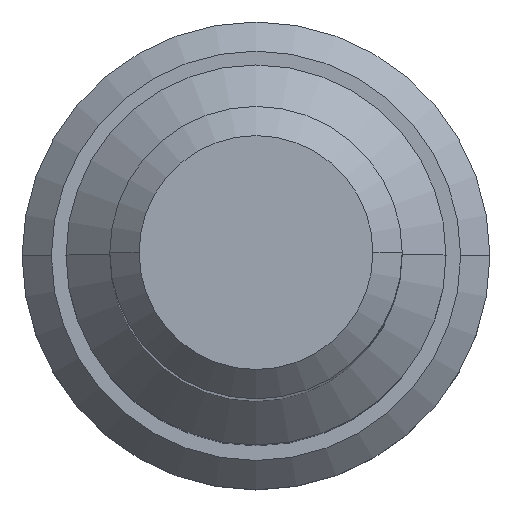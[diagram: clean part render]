
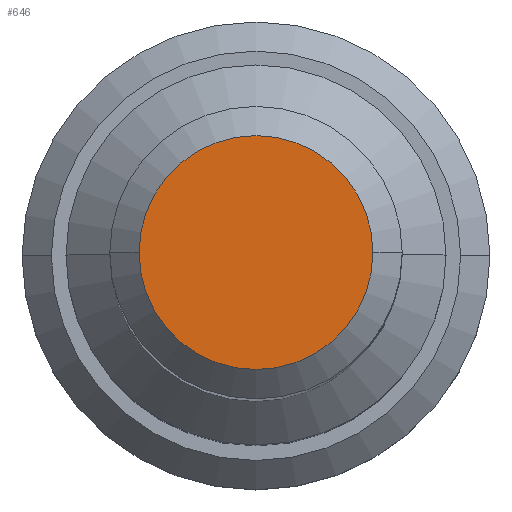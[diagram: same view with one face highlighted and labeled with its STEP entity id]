
A CAD part, top view. The second image highlights one B-rep face of the part: STEP entity #646.
In plain terms, the highlighted planar face has unit normal (0, 0, 1).
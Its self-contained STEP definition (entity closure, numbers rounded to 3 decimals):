
#84=CARTESIAN_POINT('',(0.,0.,23.));
#85=DIRECTION('',(0.,0.,-1.));
#86=DIRECTION('',(-1.,0.,0.));
#87=AXIS2_PLACEMENT_3D('',#84,#85,#86);
#93=CARTESIAN_POINT('',(0.,0.,23.));
#94=DIRECTION('',(0.,0.,-1.));
#95=DIRECTION('',(0.,1.,0.));
#96=AXIS2_PLACEMENT_3D('',#93,#94,#95);
#101=CARTESIAN_POINT('',(0.,0.,23.));
#102=DIRECTION('',(0.,0.,-1.));
#103=DIRECTION('',(1.,0.,0.));
#104=AXIS2_PLACEMENT_3D('',#101,#102,#103);
#109=CARTESIAN_POINT('',(0.,0.,23.));
#110=DIRECTION('',(0.,0.,-1.));
#111=DIRECTION('',(0.,-1.,0.));
#112=AXIS2_PLACEMENT_3D('',#109,#110,#111);
#547=CARTESIAN_POINT('',(0.,2.,
23.));
#548=CARTESIAN_POINT('',(2.,0.,23.));
#549=VERTEX_POINT('',#547);
#550=VERTEX_POINT('',#548);
#551=CARTESIAN_POINT('',(-2.,0.,23.));
#552=VERTEX_POINT('',#551);
#553=CARTESIAN_POINT('',(0.,-2.,
23.));
#554=VERTEX_POINT('',#553);
#631=CARTESIAN_POINT('',(0.,0.,23.));
#632=DIRECTION('',(0.,0.,1.));
#633=DIRECTION('',(1.,0.,0.));
#634=AXIS2_PLACEMENT_3D('',#631,#632,#633);
#635=PLANE('',#634);
#637=ORIENTED_EDGE('',*,*,#636,.T.);
#639=ORIENTED_EDGE('',*,*,#638,.T.);
#641=ORIENTED_EDGE('',*,*,#640,.T.);
#643=ORIENTED_EDGE('',*,*,#642,.T.);
#644=EDGE_LOOP('',(#637,#639,#641,#643));
#645=FACE_OUTER_BOUND('',#644,.F.);
#646=ADVANCED_FACE('',(#645),#635,.T.);
#88=CIRCLE('',#87,2.);
#97=CIRCLE('',#96,2.);
#105=CIRCLE('',#104,2.);
#113=CIRCLE('',#112,2.);
#636=EDGE_CURVE('',#552,#549,#88,.T.);
#638=EDGE_CURVE('',#549,#550,#97,.T.);
#640=EDGE_CURVE('',#550,#554,#105,.T.);
#642=EDGE_CURVE('',#554,#552,#113,.T.);
